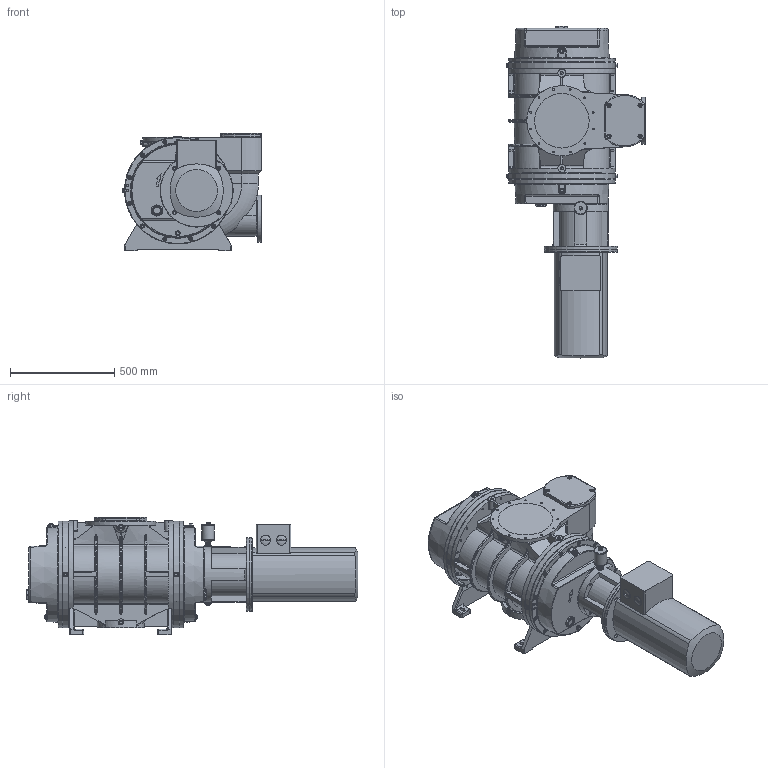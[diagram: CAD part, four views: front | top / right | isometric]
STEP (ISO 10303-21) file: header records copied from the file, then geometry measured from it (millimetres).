
FILE_DESCRIPTION((''),'2;1');
FILE_NAME('','',(''),(''),'Autodesk Inventor 2009','Autodesk Inventor 2009','');
FILE_SCHEMA(('AUTOMOTIVE_DESIGN { 1 0 10303 214 1 1 1 1 }'));
Length unit declared in the file: millimetre
Products named in the file (1): PP920397_SW
Bounding box: 664.8 x 1589 x 560 mm (x, y, z)
Volume: 198600663 mm3; surface area: 3584496.9 mm2
Topology: 1 solids, 43 shells, 1815 faces, 4304 edges, 2700 vertices
Faces by surface type: plane 783, cylinder 389, bspline 366, cone 163, torus 96, sphere 18
Full cylindrical faces by diameter (mm): 1.35 x1, 1.4 x2, 8.376 x16, 10.106 x14, 11.6 x1, 12 x30, 12.8 x2, 13.5 x4, 14.7 x1, 16.662 x12, 17 x11, 18 x32, 19.9 x1, 20 x4, 22 x12, 23 x8, 30 x2, 32 x2, 33 x2, 38 x2, 38.6 x2, 40.9 x2, 47 x2, 48 x2, 60 x1, 63 x2, 153 x2, 225 x2, 261 x1, 264 x1
Entity records: 69057 total; most frequent: CARTESIAN_POINT 31211, DIRECTION 7060, ORIENTED_EDGE 6986, EDGE_CURVE 3493, AXIS2_PLACEMENT_3D 2915, EDGE_LOOP 2606, VERTEX_POINT 2443, FACE_OUTER_BOUND 1815
